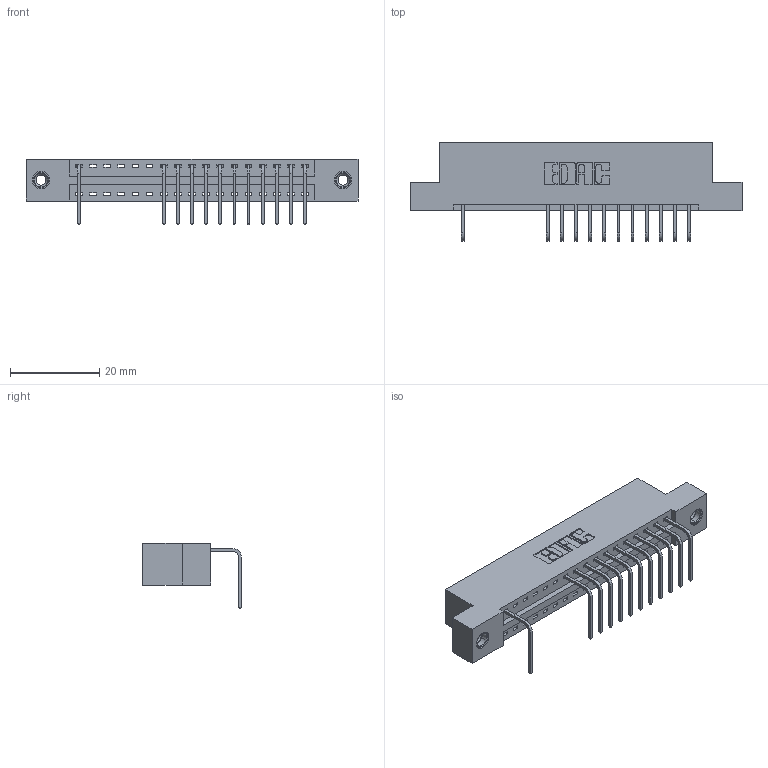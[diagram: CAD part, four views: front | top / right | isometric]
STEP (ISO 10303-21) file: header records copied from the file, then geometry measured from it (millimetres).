
FILE_DESCRIPTION (( 'STEP AP203' ), '1' );
FILE_NAME ('346-017-558-108.STEP', '2018-08-20T06:30:02', ( '' ), ( '' ), 'SwSTEP 2.0', 'SolidWorks 2016', '' );
FILE_SCHEMA (( 'CONFIG_CONTROL_DESIGN' ));
Length unit declared in the file: inch
Products named in the file (4): 346 Part_Flush Mounting Lugs - 0.156 Dia-TI; 345-292-001_558 Tail - 2; 345-250-001_345-250-003-102; 346-017-558-108
Assembly tree (15 placements, depth 2):
  346-017-558-108
    346 Part_Flush Mounting Lugs - 0.156 Dia-TI
    345-292-001_558 Tail - 2  x12
    345-250-001_345-250-003-102  x2
Bounding box: 74.55 x 22.16 x 14.73 mm (x, y, z)
Volume: 6940 mm3; surface area: 8357 mm2
Topology: 15 solids, 15 shells, 962 faces, 2859 edges, 1882 vertices
Faces by surface type: plane 662, cylinder 284, cone 12, torus 4
Entity records: 15026 total; most frequent: CARTESIAN_POINT 2589, ORIENTED_EDGE 2538, DIRECTION 2335, EDGE_CURVE 1269, VECTOR 1049, LINE 1049, VERTEX_POINT 840, AXIS2_PLACEMENT_3D 643
